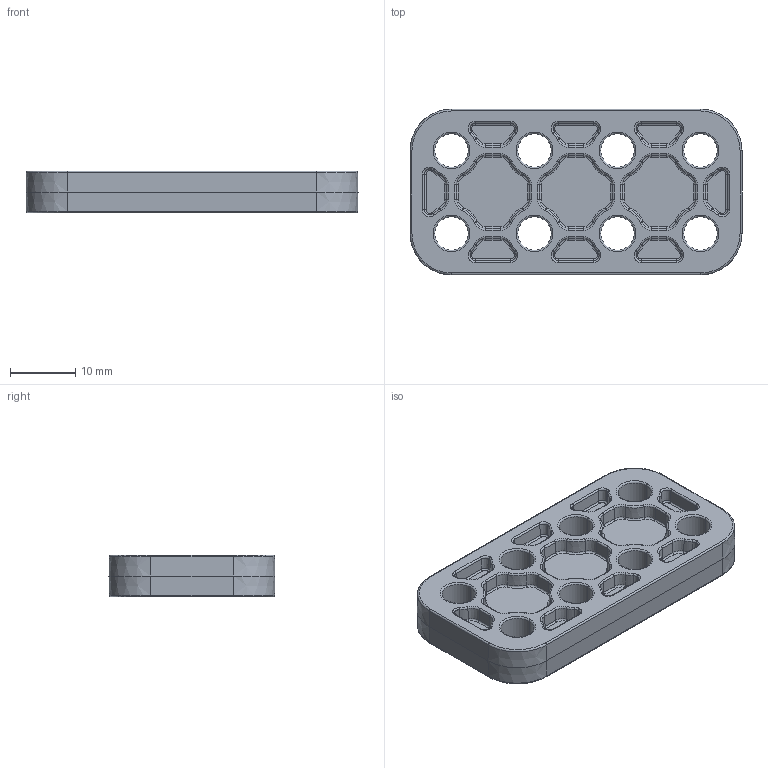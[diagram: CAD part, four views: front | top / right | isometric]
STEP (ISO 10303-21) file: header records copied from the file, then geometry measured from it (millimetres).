
FILE_DESCRIPTION (( 'STEP AP214' ), '1' );
FILE_NAME ('am-5006_2×4 RoBits 2×4 Plate.STEP', '2023-03-23T15:39:38', ( '' ), ( '' ), 'SwSTEP 2.0', 'SolidWorks 2022', '' );
FILE_SCHEMA (( 'AUTOMOTIVE_DESIGN' ));
Length unit declared in the file: inch
Products named in the file (1): am-5006_2×4 RoBits 2×4 Plate
Bounding box: 50.8 x 25.4 x 6.35 mm (x, y, z)
Volume: 4830.9 mm3; surface area: 4884.5 mm2
Topology: 1 solids, 1 shells, 812 faces, 1842 edges, 1054 vertices
Faces by surface type: torus 400, cone 188, cylinder 136, plane 88
Entity records: 22952 total; most frequent: DIRECTION 4798, CARTESIAN_POINT 3709, ORIENTED_EDGE 3684, AXIS2_PLACEMENT_3D 2143, EDGE_CURVE 1842, CIRCLE 1330, VERTEX_POINT 1054, EDGE_LOOP 850
